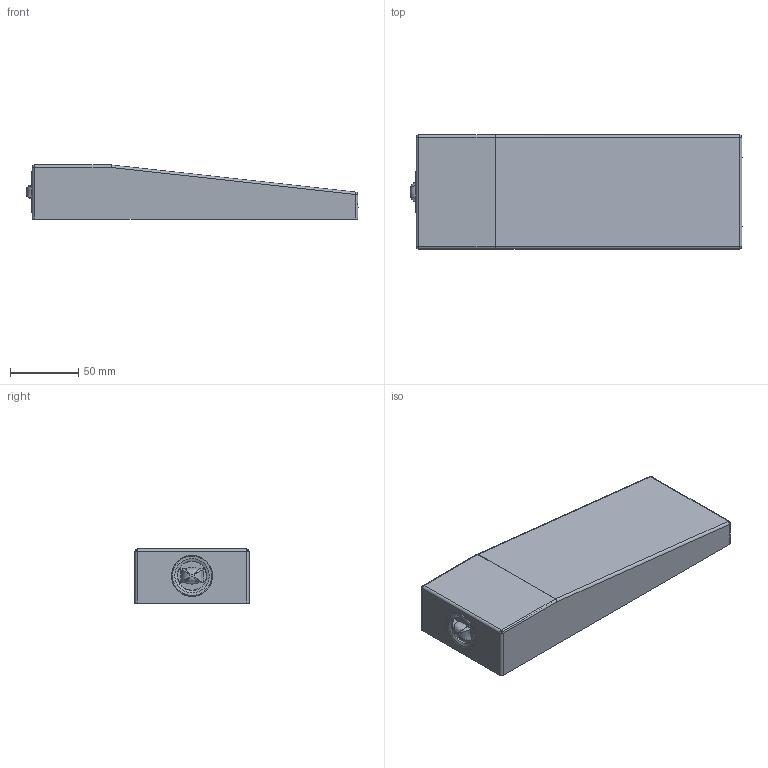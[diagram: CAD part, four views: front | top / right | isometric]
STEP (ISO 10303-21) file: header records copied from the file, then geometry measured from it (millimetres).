
FILE_DESCRIPTION(/* description */ (''),/* implementation_level */ '2;1');
FILE_NAME(/* name */ 'WG_simple v1.step',/* time_stamp */ '2024-01-16T11:46:20+01:00',/* author */ (''),/* organization */ (''),/* preprocessor_version */ 'ST-DEVELOPER v20',/* originating_system */ 'Autodesk Translation Framework v12.14.0.127',/* authorisation */ '');
FILE_SCHEMA (('AUTOMOTIVE_DESIGN { 1 0 10303 214 3 1 1 }'));
Length unit declared in the file: millimetre
Products named in the file (6): WG_simple; Deckel; Light_Engine_simple; modul_led; Haltering; Linse
Assembly tree (5 placements, depth 4):
  WG_simple
    Deckel
    Light_Engine_simple
      modul_led
        Haltering
        Linse
Bounding box: 242.72 x 83.4 x 39.5 mm (x, y, z)
Volume: 629075.8 mm3; surface area: 71452.8 mm2
Topology: 3 solids, 4 shells, 91 faces, 221 edges, 136 vertices
Faces by surface type: plane 33, bspline 25, cylinder 18, cone 7, sphere 6, torus 2
Full cylindrical faces by diameter (mm): 3.5 x2, 25.4 x1, 30 x2
Entity records: 13376 total; most frequent: CARTESIAN_POINT 11251, ORIENTED_EDGE 418, DIRECTION 382, EDGE_CURVE 209, AXIS2_PLACEMENT_3D 149, VERTEX_POINT 136, EDGE_LOOP 103, FACE_OUTER_BOUND 91
